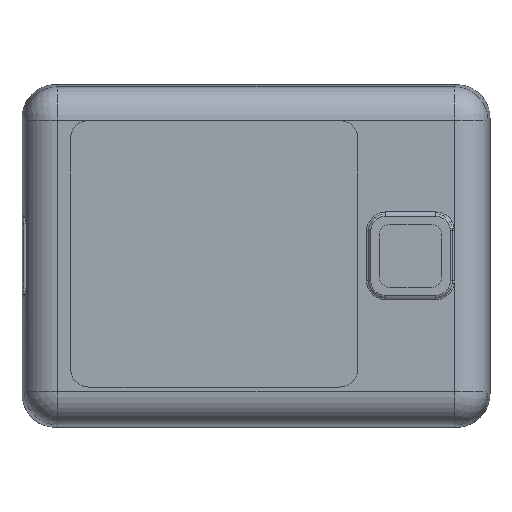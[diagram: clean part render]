
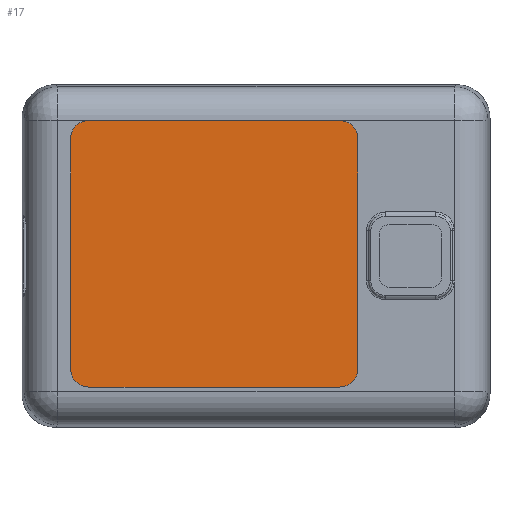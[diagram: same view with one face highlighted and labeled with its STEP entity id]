
A CAD part, top view. The second image highlights one B-rep face of the part: STEP entity #17.
In plain terms, the highlighted free-form (B-spline) face has degree [3, 3] with [4, 4] control points.
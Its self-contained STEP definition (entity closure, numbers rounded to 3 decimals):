
#17 = ADVANCED_FACE('',(#18),#32,.T.);
#18 = FACE_BOUND('',#19,.F.);
#19 = EDGE_LOOP('',(#20,#58,#80,#99,#121,#140,#162,#181));
#20 = ORIENTED_EDGE('',*,*,#21,.T.);
#21 = EDGE_CURVE('',#22,#24,#26,.T.);
#22 = VERTEX_POINT('',#23);
#23 = CARTESIAN_POINT('',(12.2,14.,9.));
#24 = VERTEX_POINT('',#25);
#25 = CARTESIAN_POINT('',(12.2,-13.5,9.));
#26 = SURFACE_CURVE('',#27,(#31),.PCURVE_S1.);
#27 = LINE('',#28,#29);
#28 = CARTESIAN_POINT('',(12.2,-6.75,9.));
#29 = VECTOR('',#30,1.);
#30 = DIRECTION('',(0.,-1.,0.));
#31 = PCURVE('',#32,#49);
#32 = B_SPLINE_SURFACE_WITH_KNOTS('',3,3,(
    (#33,#34,#35,#36)
    ,(#37,#38,#39,#40)
    ,(#41,#42,#43,#44)
    ,(#45,#46,#47,#48
    )),.UNSPECIFIED.,.F.,.F.,.F.,(4,4),(4,4),(-18.92,18.92),(-17.545,
    17.545),.PIECEWISE_BEZIER_KNOTS.);
#33 = CARTESIAN_POINT('',(-23.92,-17.295,9.));
#34 = CARTESIAN_POINT('',(-23.92,-5.598,9.));
#35 = CARTESIAN_POINT('',(-23.92,6.098,9.));
#36 = CARTESIAN_POINT('',(-23.92,17.795,9.));
#37 = CARTESIAN_POINT('',(-11.307,-17.295,9.));
#38 = CARTESIAN_POINT('',(-11.307,-5.598,9.));
#39 = CARTESIAN_POINT('',(-11.307,6.098,9.));
#40 = CARTESIAN_POINT('',(-11.307,17.795,9.));
#41 = CARTESIAN_POINT('',(1.307,-17.295,9.));
#42 = CARTESIAN_POINT('',(1.307,-5.598,9.));
#43 = CARTESIAN_POINT('',(1.307,6.098,9.));
#44 = CARTESIAN_POINT('',(1.307,17.795,9.));
#45 = CARTESIAN_POINT('',(13.92,-17.295,9.));
#46 = CARTESIAN_POINT('',(13.92,-5.598,9.));
#47 = CARTESIAN_POINT('',(13.92,6.098,9.));
#48 = CARTESIAN_POINT('',(13.92,17.795,9.));
#49 = DEFINITIONAL_REPRESENTATION('',(#50),#57);
#50 = B_SPLINE_CURVE_WITH_KNOTS('',5,(#51,#52,#53,#54,#55,#56),
  .UNSPECIFIED.,.F.,.F.,(6,6),(-20.75,6.75),
  .PIECEWISE_BEZIER_KNOTS.);
#51 = CARTESIAN_POINT('',(17.2,13.75));
#52 = CARTESIAN_POINT('',(17.2,8.25));
#53 = CARTESIAN_POINT('',(17.2,2.75));
#54 = CARTESIAN_POINT('',(17.2,-2.75));
#55 = CARTESIAN_POINT('',(17.2,-8.25));
#56 = CARTESIAN_POINT('',(17.2,-13.75));
#57 = ( GEOMETRIC_REPRESENTATION_CONTEXT(2) 
PARAMETRIC_REPRESENTATION_CONTEXT() REPRESENTATION_CONTEXT('2D SPACE',''
  ) );
#58 = ORIENTED_EDGE('',*,*,#59,.T.);
#59 = EDGE_CURVE('',#24,#60,#62,.T.);
#60 = VERTEX_POINT('',#61);
#61 = CARTESIAN_POINT('',(10.,-15.7,9.));
#62 = SURFACE_CURVE('',#63,(#68),.PCURVE_S1.);
#63 = CIRCLE('',#64,2.2);
#64 = AXIS2_PLACEMENT_3D('',#65,#66,#67);
#65 = CARTESIAN_POINT('',(10.,-13.5,9.));
#66 = DIRECTION('',(0.,0.,-1.));
#67 = DIRECTION('',(0.,-1.,0.));
#68 = PCURVE('',#32,#69);
#69 = DEFINITIONAL_REPRESENTATION('',(#70),#79);
#70 = B_SPLINE_CURVE_WITH_KNOTS('',7,(#71,#72,#73,#74,#75,#76,#77,#78),
  .UNSPECIFIED.,.F.,.F.,(8,8),(4.712,6.283),
  .PIECEWISE_BEZIER_KNOTS.);
#71 = CARTESIAN_POINT('',(17.2,-13.75));
#72 = CARTESIAN_POINT('',(17.2,-14.244));
#73 = CARTESIAN_POINT('',(17.071,-14.737));
#74 = CARTESIAN_POINT('',(16.812,-15.19));
#75 = CARTESIAN_POINT('',(16.44,-15.562));
#76 = CARTESIAN_POINT('',(15.987,-15.821));
#77 = CARTESIAN_POINT('',(15.494,-15.95));
#78 = CARTESIAN_POINT('',(15.,-15.95));
#79 = ( GEOMETRIC_REPRESENTATION_CONTEXT(2) 
PARAMETRIC_REPRESENTATION_CONTEXT() REPRESENTATION_CONTEXT('2D SPACE',''
  ) );
#80 = ORIENTED_EDGE('',*,*,#81,.T.);
#81 = EDGE_CURVE('',#60,#82,#84,.T.);
#82 = VERTEX_POINT('',#83);
#83 = CARTESIAN_POINT('',(-20.,-15.7,9.));
#84 = SURFACE_CURVE('',#85,(#89),.PCURVE_S1.);
#85 = LINE('',#86,#87);
#86 = CARTESIAN_POINT('',(-10.,-15.7,9.));
#87 = VECTOR('',#88,1.);
#88 = DIRECTION('',(-1.,0.,0.));
#89 = PCURVE('',#32,#90);
#90 = DEFINITIONAL_REPRESENTATION('',(#91),#98);
#91 = B_SPLINE_CURVE_WITH_KNOTS('',5,(#92,#93,#94,#95,#96,#97),
  .UNSPECIFIED.,.F.,.F.,(6,6),(-20.,10.),
  .PIECEWISE_BEZIER_KNOTS.);
#92 = CARTESIAN_POINT('',(15.,-15.95));
#93 = CARTESIAN_POINT('',(9.,-15.95));
#94 = CARTESIAN_POINT('',(3.,-15.95));
#95 = CARTESIAN_POINT('',(-3.,-15.95));
#96 = CARTESIAN_POINT('',(-9.,-15.95));
#97 = CARTESIAN_POINT('',(-15.,-15.95));
#98 = ( GEOMETRIC_REPRESENTATION_CONTEXT(2) 
PARAMETRIC_REPRESENTATION_CONTEXT() REPRESENTATION_CONTEXT('2D SPACE',''
  ) );
#99 = ORIENTED_EDGE('',*,*,#100,.T.);
#100 = EDGE_CURVE('',#82,#101,#103,.T.);
#101 = VERTEX_POINT('',#102);
#102 = CARTESIAN_POINT('',(-22.2,-13.5,9.));
#103 = SURFACE_CURVE('',#104,(#109),.PCURVE_S1.);
#104 = CIRCLE('',#105,2.2);
#105 = AXIS2_PLACEMENT_3D('',#106,#107,#108);
#106 = CARTESIAN_POINT('',(-20.,-13.5,9.));
#107 = DIRECTION('',(0.,0.,-1.));
#108 = DIRECTION('',(-1.,0.,0.));
#109 = PCURVE('',#32,#110);
#110 = DEFINITIONAL_REPRESENTATION('',(#111),#120);
#111 = B_SPLINE_CURVE_WITH_KNOTS('',7,(#112,#113,#114,#115,#116,#117,
    #118,#119),.UNSPECIFIED.,.F.,.F.,(8,8),(4.712,6.283
    ),.PIECEWISE_BEZIER_KNOTS.);
#112 = CARTESIAN_POINT('',(-15.,-15.95));
#113 = CARTESIAN_POINT('',(-15.494,-15.95));
#114 = CARTESIAN_POINT('',(-15.987,-15.821));
#115 = CARTESIAN_POINT('',(-16.44,-15.562));
#116 = CARTESIAN_POINT('',(-16.812,-15.19));
#117 = CARTESIAN_POINT('',(-17.071,-14.737));
#118 = CARTESIAN_POINT('',(-17.2,-14.244));
#119 = CARTESIAN_POINT('',(-17.2,-13.75));
#120 = ( GEOMETRIC_REPRESENTATION_CONTEXT(2) 
PARAMETRIC_REPRESENTATION_CONTEXT() REPRESENTATION_CONTEXT('2D SPACE',''
  ) );
#121 = ORIENTED_EDGE('',*,*,#122,.T.);
#122 = EDGE_CURVE('',#101,#123,#125,.T.);
#123 = VERTEX_POINT('',#124);
#124 = CARTESIAN_POINT('',(-22.2,14.,9.));
#125 = SURFACE_CURVE('',#126,(#130),.PCURVE_S1.);
#126 = LINE('',#127,#128);
#127 = CARTESIAN_POINT('',(-22.2,7.,9.));
#128 = VECTOR('',#129,1.);
#129 = DIRECTION('',(0.,1.,0.));
#130 = PCURVE('',#32,#131);
#131 = DEFINITIONAL_REPRESENTATION('',(#132),#139);
#132 = B_SPLINE_CURVE_WITH_KNOTS('',5,(#133,#134,#135,#136,#137,#138),
  .UNSPECIFIED.,.F.,.F.,(6,6),(-20.5,7.),
  .PIECEWISE_BEZIER_KNOTS.);
#133 = CARTESIAN_POINT('',(-17.2,-13.75));
#134 = CARTESIAN_POINT('',(-17.2,-8.25));
#135 = CARTESIAN_POINT('',(-17.2,-2.75));
#136 = CARTESIAN_POINT('',(-17.2,2.75));
#137 = CARTESIAN_POINT('',(-17.2,8.25));
#138 = CARTESIAN_POINT('',(-17.2,13.75));
#139 = ( GEOMETRIC_REPRESENTATION_CONTEXT(2) 
PARAMETRIC_REPRESENTATION_CONTEXT() REPRESENTATION_CONTEXT('2D SPACE',''
  ) );
#140 = ORIENTED_EDGE('',*,*,#141,.T.);
#141 = EDGE_CURVE('',#123,#142,#144,.T.);
#142 = VERTEX_POINT('',#143);
#143 = CARTESIAN_POINT('',(-20.,16.2,9.));
#144 = SURFACE_CURVE('',#145,(#150),.PCURVE_S1.);
#145 = CIRCLE('',#146,2.2);
#146 = AXIS2_PLACEMENT_3D('',#147,#148,#149);
#147 = CARTESIAN_POINT('',(-20.,14.,9.));
#148 = DIRECTION('',(0.,0.,-1.));
#149 = DIRECTION('',(0.,1.,0.));
#150 = PCURVE('',#32,#151);
#151 = DEFINITIONAL_REPRESENTATION('',(#152),#161);
#152 = B_SPLINE_CURVE_WITH_KNOTS('',7,(#153,#154,#155,#156,#157,#158,
    #159,#160),.UNSPECIFIED.,.F.,.F.,(8,8),(4.712,6.283
    ),.PIECEWISE_BEZIER_KNOTS.);
#153 = CARTESIAN_POINT('',(-17.2,13.75));
#154 = CARTESIAN_POINT('',(-17.2,14.244));
#155 = CARTESIAN_POINT('',(-17.071,14.737));
#156 = CARTESIAN_POINT('',(-16.812,15.19));
#157 = CARTESIAN_POINT('',(-16.44,15.562));
#158 = CARTESIAN_POINT('',(-15.987,15.821));
#159 = CARTESIAN_POINT('',(-15.494,15.95));
#160 = CARTESIAN_POINT('',(-15.,15.95));
#161 = ( GEOMETRIC_REPRESENTATION_CONTEXT(2) 
PARAMETRIC_REPRESENTATION_CONTEXT() REPRESENTATION_CONTEXT('2D SPACE',''
  ) );
#162 = ORIENTED_EDGE('',*,*,#163,.T.);
#163 = EDGE_CURVE('',#142,#164,#166,.T.);
#164 = VERTEX_POINT('',#165);
#165 = CARTESIAN_POINT('',(10.,16.2,9.));
#166 = SURFACE_CURVE('',#167,(#171),.PCURVE_S1.);
#167 = LINE('',#168,#169);
#168 = CARTESIAN_POINT('',(5.,16.2,9.));
#169 = VECTOR('',#170,1.);
#170 = DIRECTION('',(1.,0.,0.));
#171 = PCURVE('',#32,#172);
#172 = DEFINITIONAL_REPRESENTATION('',(#173),#180);
#173 = B_SPLINE_CURVE_WITH_KNOTS('',5,(#174,#175,#176,#177,#178,#179),
  .UNSPECIFIED.,.F.,.F.,(6,6),(-25.,5.),
  .PIECEWISE_BEZIER_KNOTS.);
#174 = CARTESIAN_POINT('',(-15.,15.95));
#175 = CARTESIAN_POINT('',(-9.,15.95));
#176 = CARTESIAN_POINT('',(-3.,15.95));
#177 = CARTESIAN_POINT('',(3.,15.95));
#178 = CARTESIAN_POINT('',(9.,15.95));
#179 = CARTESIAN_POINT('',(15.,15.95));
#180 = ( GEOMETRIC_REPRESENTATION_CONTEXT(2) 
PARAMETRIC_REPRESENTATION_CONTEXT() REPRESENTATION_CONTEXT('2D SPACE',''
  ) );
#181 = ORIENTED_EDGE('',*,*,#182,.T.);
#182 = EDGE_CURVE('',#164,#22,#183,.T.);
#183 = SURFACE_CURVE('',#184,(#189),.PCURVE_S1.);
#184 = CIRCLE('',#185,2.2);
#185 = AXIS2_PLACEMENT_3D('',#186,#187,#188);
#186 = CARTESIAN_POINT('',(10.,14.,9.));
#187 = DIRECTION('',(0.,0.,-1.));
#188 = DIRECTION('',(1.,0.,0.));
#189 = PCURVE('',#32,#190);
#190 = DEFINITIONAL_REPRESENTATION('',(#191),#200);
#191 = B_SPLINE_CURVE_WITH_KNOTS('',7,(#192,#193,#194,#195,#196,#197,
    #198,#199),.UNSPECIFIED.,.F.,.F.,(8,8),(4.712,6.283
    ),.PIECEWISE_BEZIER_KNOTS.);
#192 = CARTESIAN_POINT('',(15.,15.95));
#193 = CARTESIAN_POINT('',(15.494,15.95));
#194 = CARTESIAN_POINT('',(15.987,15.821));
#195 = CARTESIAN_POINT('',(16.44,15.562));
#196 = CARTESIAN_POINT('',(16.812,15.19));
#197 = CARTESIAN_POINT('',(17.071,14.737));
#198 = CARTESIAN_POINT('',(17.2,14.244));
#199 = CARTESIAN_POINT('',(17.2,13.75));
#200 = ( GEOMETRIC_REPRESENTATION_CONTEXT(2) 
PARAMETRIC_REPRESENTATION_CONTEXT() REPRESENTATION_CONTEXT('2D SPACE',''
  ) );
